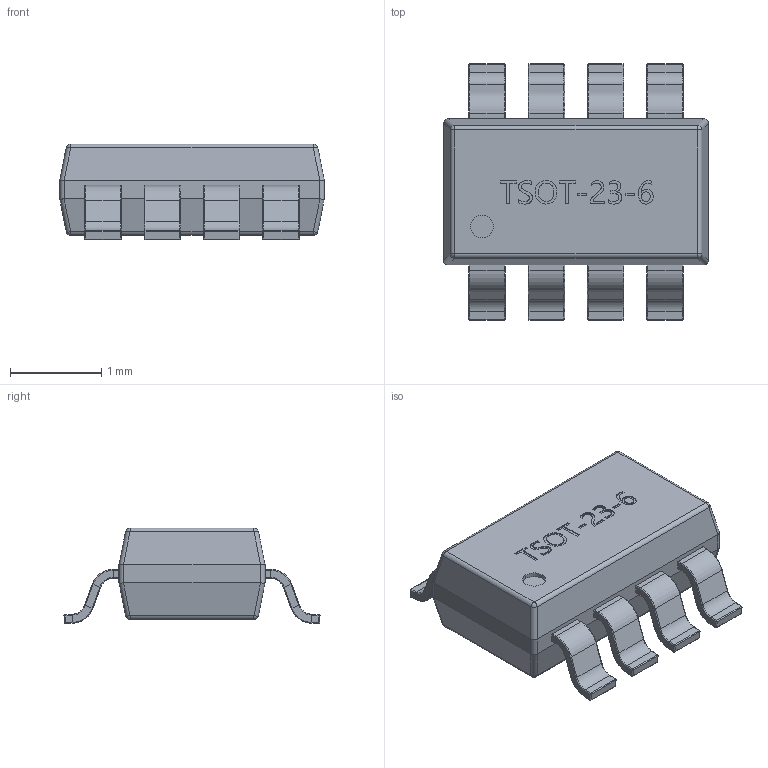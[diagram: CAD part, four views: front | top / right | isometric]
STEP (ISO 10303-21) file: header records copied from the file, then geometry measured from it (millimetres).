
FILE_DESCRIPTION (( 'STEP AP214' ), '1' );
FILE_NAME ('TSOT_23-8_3D_MODEL.step', '2023-05-10T05:21:51', ( 'Windows User' ), ( 'P R C' ), 'SwSTEP 2.0', 'SolidWorks 2020', '' );
FILE_SCHEMA (( 'AUTOMOTIVE_DESIGN' ));
Length unit declared in the file: millimetre
Products named in the file (1): TSOT_23-8_3D_MODEL
Bounding box: 2.9 x 2.81 x 1.05 mm (x, y, z)
Volume: 4.6 mm3; surface area: 24.1 mm2
Topology: 9 solids, 9 shells, 571 faces, 1271 edges, 706 vertices
Faces by surface type: plane 209, cylinder 190, torus 64, sphere 56, bspline 52
Entity records: 18679 total; most frequent: CARTESIAN_POINT 5929, DIRECTION 2603, ORIENTED_EDGE 2462, EDGE_CURVE 1231, AXIS2_PLACEMENT_3D 980, VERTEX_POINT 690, LINE 643, VECTOR 643
